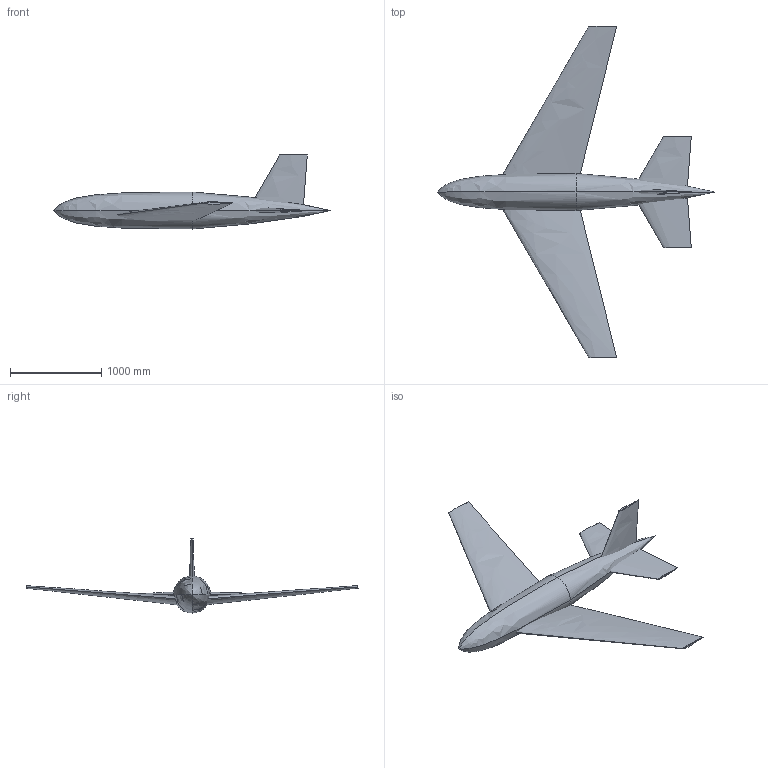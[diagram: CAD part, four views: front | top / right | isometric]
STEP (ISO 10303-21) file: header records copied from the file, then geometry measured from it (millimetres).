
FILE_DESCRIPTION((''),'1');
FILE_NAME('outfile.stp','2022-10-27T12:18:11',(''),(''),'','','');
FILE_SCHEMA(('CONFIG_CONTROL_DESIGN'));
Length unit declared in the file: foot
Bounding box: 3048 x 3646.26 x 812.8 mm (x, y, z)
Surface area: 9365625.6 mm2 (no closed solid volume)
Topology: 0 solids, 0 shells, 38 faces, 152 edges, 104 vertices
Faces by surface type: bspline 38
Entity records: 6052 total; most frequent: CARTESIAN_POINT 5949, B_SPLINE_SURFACE_WITH_KNOTS 38, GEOMETRIC_SET 6, GEOMETRICALLY_BOUNDED_SURFACE_SHAPE_REPRESENTATION 6, SHAPE_REPRESENTATION_RELATIONSHIP 6, PERSON_AND_ORGANIZATION_ROLE 4, CC_DESIGN_PERSON_AND_ORGANIZATION_ASSIGNMENT 4, DIMENSIONAL_EXPONENTS 2
